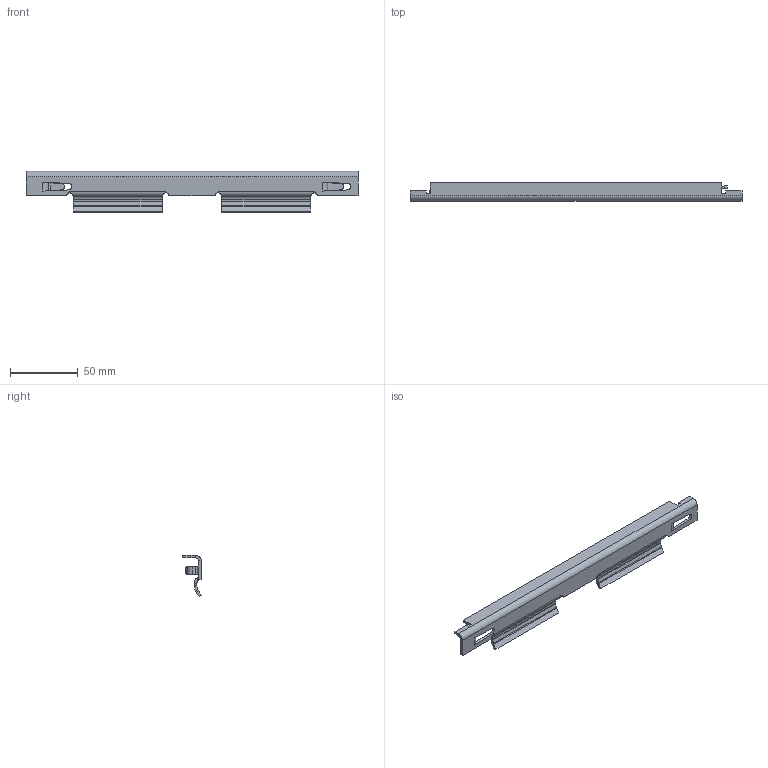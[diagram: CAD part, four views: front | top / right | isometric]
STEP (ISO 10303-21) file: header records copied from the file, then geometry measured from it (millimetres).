
FILE_DESCRIPTION (( 'STEP AP214' ), '1' );
FILE_NAME ('6016688.stp', '2016-08-17T09:07:36', ( '' ), ( '' ), 'SwSTEP 2.0', 'SolidWorks 2014', '' );
FILE_SCHEMA (( 'AUTOMOTIVE_DESIGN' ));
Length unit declared in the file: millimetre
Products named in the file (1): 6016688
Bounding box: 245 x 13.79 x 30.58 mm (x, y, z)
Volume: 17110.4 mm3; surface area: 18713.8 mm2
Topology: 1 solids, 1 shells, 162 faces, 400 edges, 232 vertices
Faces by surface type: plane 104, cylinder 42, bspline 16
Entity records: 5142 total; most frequent: CARTESIAN_POINT 1471, ORIENTED_EDGE 800, DIRECTION 682, EDGE_CURVE 400, LINE 252, VECTOR 252, VERTEX_POINT 232, AXIS2_PLACEMENT_3D 215
